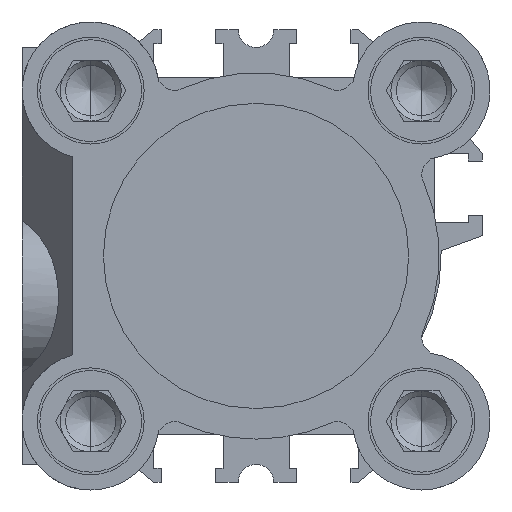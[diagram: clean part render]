
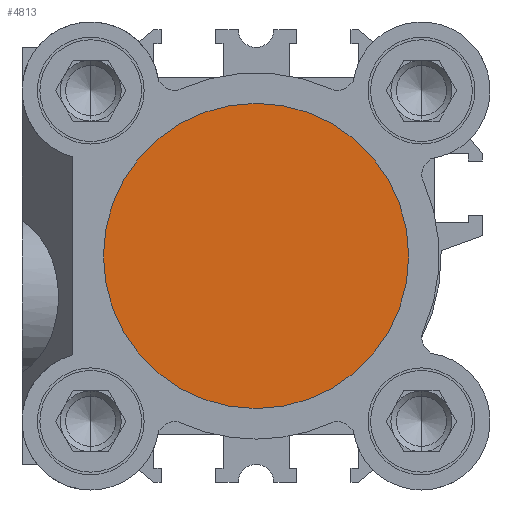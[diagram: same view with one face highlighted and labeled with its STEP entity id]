
A CAD part, left-side view. The second image highlights one B-rep face of the part: STEP entity #4813.
In plain terms, the highlighted face is planar.
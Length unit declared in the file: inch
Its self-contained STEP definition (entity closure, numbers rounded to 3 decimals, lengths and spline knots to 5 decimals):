
#535 = DIRECTION ( 'NONE',  ( 0., 0., 1. ) ) ;
#1151 = AXIS2_PLACEMENT_3D ( 'NONE', #10208, #7324, #1510 ) ;
#1384 = CIRCLE ( 'NONE', #7528, 0.59055 ) ;
#1510 = DIRECTION ( 'NONE',  ( 0., 0., 1. ) ) ;
#1598 = CARTESIAN_POINT ( 'NONE',  ( 0.15748, 0., 0. ) ) ;
#2429 = PLANE ( 'NONE',  #1151 ) ;
#2542 = DIRECTION ( 'NONE',  ( 0., 0., 1. ) ) ;
#2572 = EDGE_LOOP ( 'NONE', ( #7714, #2576 ) ) ;
#2576 = ORIENTED_EDGE ( 'NONE', *, *, #4812, .F. ) ;
#4812 = EDGE_CURVE ( 'NONE', #5025, #6111, #6923, .T. ) ;
#4813 = ADVANCED_FACE ( 'NONE', ( #9173 ), #2429, .F. ) ;
#5025 = VERTEX_POINT ( 'NONE', #8634 ) ;
#6111 = VERTEX_POINT ( 'NONE', #9294 ) ;
#6361 = DIRECTION ( 'NONE',  ( -1., 0., 0. ) ) ;
#6923 = CIRCLE ( 'NONE', #11789, 0.59055 ) ;
#7324 = DIRECTION ( 'NONE',  ( -1., 0., 0. ) ) ;
#7528 = AXIS2_PLACEMENT_3D ( 'NONE', #1598, #8353, #2542 ) ;
#7714 = ORIENTED_EDGE ( 'NONE', *, *, #7726, .F. ) ;
#7726 = EDGE_CURVE ( 'NONE', #6111, #5025, #1384, .T. ) ;
#8353 = DIRECTION ( 'NONE',  ( -1., 0., 0. ) ) ;
#8634 = CARTESIAN_POINT ( 'NONE',  ( 0.15748, 0., -0.59055 ) ) ;
#9173 = FACE_OUTER_BOUND ( 'NONE', #2572, .T. ) ;
#9294 = CARTESIAN_POINT ( 'NONE',  ( 0.15748, 0., 0.59055 ) ) ;
#10208 = CARTESIAN_POINT ( 'NONE',  ( 0.15748, 0.59055, 0. ) ) ;
#11789 = AXIS2_PLACEMENT_3D ( 'NONE', #12151, #6361, #535 ) ;
#12151 = CARTESIAN_POINT ( 'NONE',  ( 0.15748, 0., 0. ) ) ;
